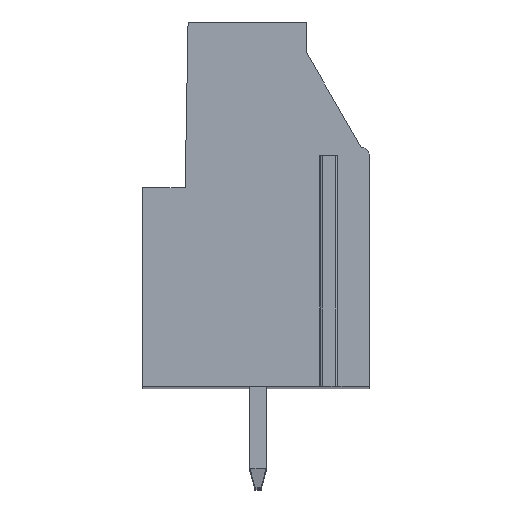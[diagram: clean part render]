
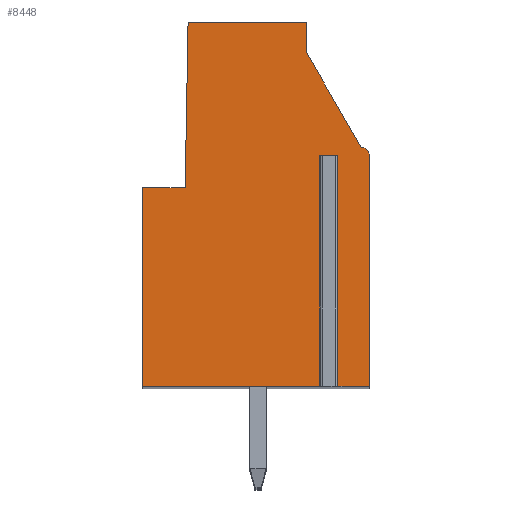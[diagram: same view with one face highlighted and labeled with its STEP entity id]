
A CAD part, top view. The second image highlights one B-rep face of the part: STEP entity #8448.
In plain terms, the highlighted planar face has unit normal (0, 0, 1).
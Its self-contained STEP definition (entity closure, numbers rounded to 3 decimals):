
#862=DIRECTION('',(1.,0.,0.));
#863=VECTOR('',#862,0.5);
#864=CARTESIAN_POINT('',(3.347,2.4,2.5));
#865=LINE('',#864,#863);
#866=DIRECTION('',(0.,1.,0.));
#867=VECTOR('',#866,11.4);
#868=CARTESIAN_POINT('',(3.347,-9.,2.5));
#869=LINE('',#868,#867);
#870=DIRECTION('',(1.,0.,0.));
#871=VECTOR('',#870,8.95);
#872=CARTESIAN_POINT('',(-5.603,-9.,2.5));
#873=LINE('',#872,#871);
#874=DIRECTION('',(0.,-1.,0.));
#875=VECTOR('',#874,9.8);
#876=CARTESIAN_POINT('',(-5.603,0.8,2.5));
#877=LINE('',#876,#875);
#878=DIRECTION('',(-1.,0.,0.));
#879=VECTOR('',#878,2.1);
#880=CARTESIAN_POINT('',(-3.503,0.8,2.5));
#881=LINE('',#880,#879);
#882=DIRECTION('',(-0.017,-1.,0.));
#883=VECTOR('',#882,8.201);
#884=CARTESIAN_POINT('',(-3.36,9.,2.5));
#885=LINE('',#884,#883);
#886=DIRECTION('',(-1.,0.,0.));
#887=VECTOR('',#886,5.86);
#888=CARTESIAN_POINT('',(2.5,9.,2.5));
#889=LINE('',#888,#887);
#890=DIRECTION('',(0.,1.,0.));
#891=VECTOR('',#890,1.523);
#892=CARTESIAN_POINT('',(2.5,7.477,2.5));
#893=LINE('',#892,#891);
#894=DIRECTION('',(-0.5,0.866,0.));
#895=VECTOR('',#894,5.394);
#896=CARTESIAN_POINT('',(5.197,2.805,2.5));
#897=LINE('',#896,#895);
#898=CARTESIAN_POINT('',(5.197,2.405,2.5));
#899=DIRECTION('',(0.,0.,1.));
#900=DIRECTION('',(1.,0.,0.));
#901=AXIS2_PLACEMENT_3D('',#898,#899,#900);
#903=DIRECTION('',(0.,1.,0.));
#904=VECTOR('',#903,11.405);
#905=CARTESIAN_POINT('',(5.597,-9.,2.5));
#906=LINE('',#905,#904);
#907=DIRECTION('',(1.,0.,0.));
#908=VECTOR('',#907,1.75);
#909=CARTESIAN_POINT('',(3.847,-9.,2.5));
#910=LINE('',#909,#908);
#911=DIRECTION('',(0.,1.,0.));
#912=VECTOR('',#911,11.4);
#913=CARTESIAN_POINT('',(3.847,-9.,2.5));
#914=LINE('',#913,#912);
#6131=CARTESIAN_POINT('',(5.597,-9.,2.5));
#6132=CARTESIAN_POINT('',(5.597,2.405,2.5));
#6133=VERTEX_POINT('',#6131);
#6134=VERTEX_POINT('',#6132);
#6135=CARTESIAN_POINT('',(5.197,2.805,2.5));
#6136=VERTEX_POINT('',#6135);
#6137=CARTESIAN_POINT('',(2.5,7.477,2.5));
#6138=VERTEX_POINT('',#6137);
#6139=CARTESIAN_POINT('',(2.5,9.,2.5));
#6140=VERTEX_POINT('',#6139);
#6141=CARTESIAN_POINT('',(-3.36,9.,2.5));
#6142=VERTEX_POINT('',#6141);
#6143=CARTESIAN_POINT('',(-3.503,0.8,2.5));
#6144=VERTEX_POINT('',#6143);
#6145=CARTESIAN_POINT('',(-5.603,0.8,2.5));
#6146=VERTEX_POINT('',#6145);
#6147=CARTESIAN_POINT('',(-5.603,-9.,2.5));
#6148=VERTEX_POINT('',#6147);
#6185=CARTESIAN_POINT('',(3.347,2.4,2.5));
#6186=CARTESIAN_POINT('',(3.847,2.4,2.5));
#6187=VERTEX_POINT('',#6185);
#6188=VERTEX_POINT('',#6186);
#6189=CARTESIAN_POINT('',(3.347,-9.,2.5));
#6190=VERTEX_POINT('',#6189);
#6191=CARTESIAN_POINT('',(3.847,-9.,2.5));
#6192=VERTEX_POINT('',#6191);
#8425=CARTESIAN_POINT('',(0.,0.,2.5));
#8426=DIRECTION('',(0.,0.,1.));
#8427=DIRECTION('',(1.,0.,0.));
#8428=AXIS2_PLACEMENT_3D('',#8425,#8426,#8427);
#8429=PLANE('',#8428);
#8431=ORIENTED_EDGE('',*,*,#8430,.F.);
#8433=ORIENTED_EDGE('',*,*,#8432,.F.);
#8434=ORIENTED_EDGE('',*,*,#7817,.F.);
#8435=ORIENTED_EDGE('',*,*,#8082,.F.);
#8436=ORIENTED_EDGE('',*,*,#8096,.F.);
#8437=ORIENTED_EDGE('',*,*,#8110,.F.);
#8438=ORIENTED_EDGE('',*,*,#8124,.F.);
#8439=ORIENTED_EDGE('',*,*,#8228,.F.);
#8440=ORIENTED_EDGE('',*,*,#8242,.F.);
#8441=ORIENTED_EDGE('',*,*,#8256,.F.);
#8442=ORIENTED_EDGE('',*,*,#8269,.F.);
#8443=ORIENTED_EDGE('',*,*,#7829,.F.);
#8445=ORIENTED_EDGE('',*,*,#8444,.T.);
#8446=EDGE_LOOP('',(#8431,#8433,#8434,#8435,#8436,#8437,#8438,#8439,#8440,#8441,
#8442,#8443,#8445));
#8447=FACE_OUTER_BOUND('',#8446,.F.);
#902=CIRCLE('',#901,0.4);
#7817=EDGE_CURVE('',#6148,#6190,#873,.T.);
#7829=EDGE_CURVE('',#6192,#6133,#910,.T.);
#8082=EDGE_CURVE('',#6146,#6148,#877,.T.);
#8096=EDGE_CURVE('',#6144,#6146,#881,.T.);
#8110=EDGE_CURVE('',#6142,#6144,#885,.T.);
#8124=EDGE_CURVE('',#6140,#6142,#889,.T.);
#8228=EDGE_CURVE('',#6138,#6140,#893,.T.);
#8242=EDGE_CURVE('',#6136,#6138,#897,.T.);
#8256=EDGE_CURVE('',#6134,#6136,#902,.T.);
#8269=EDGE_CURVE('',#6133,#6134,#906,.T.);
#8430=EDGE_CURVE('',#6187,#6188,#865,.T.);
#8432=EDGE_CURVE('',#6190,#6187,#869,.T.);
#8444=EDGE_CURVE('',#6192,#6188,#914,.T.);
#8448=ADVANCED_FACE('',(#8447),#8429,.T.);
